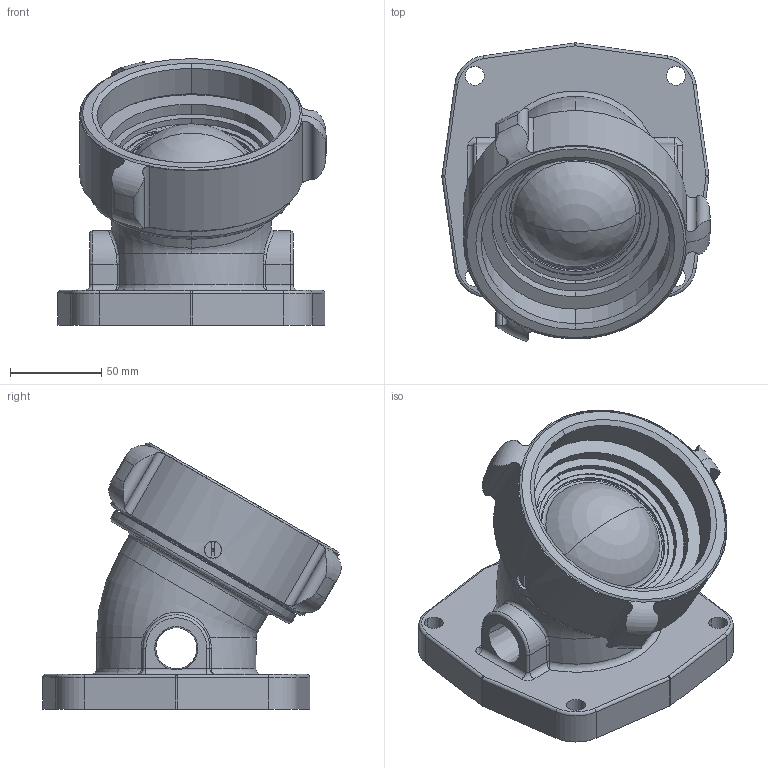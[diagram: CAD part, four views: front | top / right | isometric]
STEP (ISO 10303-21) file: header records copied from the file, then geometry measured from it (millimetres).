
FILE_DESCRIPTION((''),'2;1');
FILE_NAME('78350065','2017-01-31T',('sobrien2'),(''),'CREO PARAMETRIC BY PTC INC, 2015290','CREO PARAMETRIC BY PTC INC, 2015290','');
FILE_SCHEMA(('CONFIG_CONTROL_DESIGN'));
Length unit declared in the file: inch
Products named in the file (1): 78350065
Bounding box: 146.63 x 163.13 x 145.75 mm (x, y, z)
Surface area: 146850.2 mm2 (no closed solid volume)
Topology: 0 solids, 9 shells, 198 faces, 509 edges, 317 vertices
Faces by surface type: cylinder 93, plane 38, torus 31, cone 16, bspline 14, sphere 6
Entity records: 7556 total; most frequent: CARTESIAN_POINT 2720, DIRECTION 1070, ORIENTED_EDGE 948, EDGE_CURVE 501, AXIS2_PLACEMENT_3D 451, VERTEX_POINT 317, CIRCLE 267, EDGE_LOOP 222
